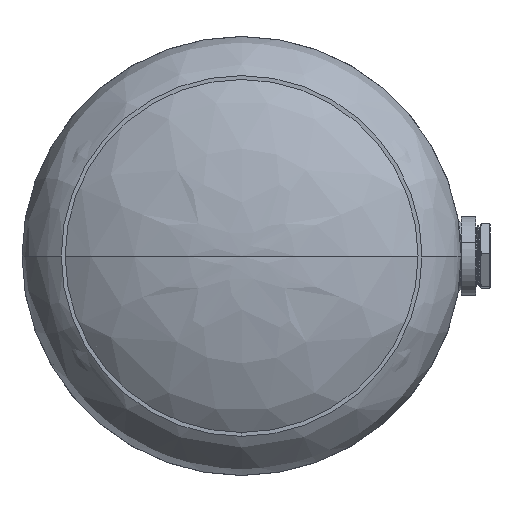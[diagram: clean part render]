
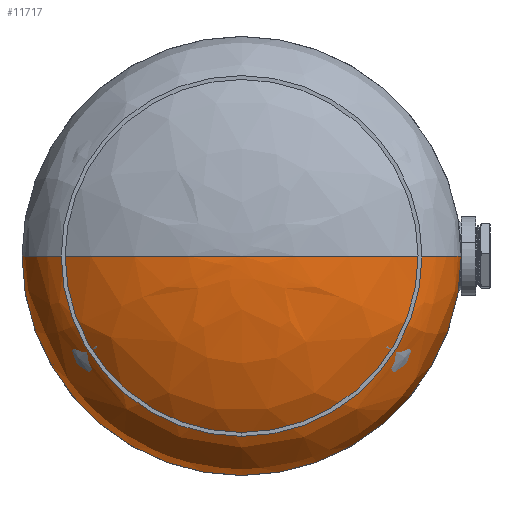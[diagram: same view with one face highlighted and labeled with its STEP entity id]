
A CAD part, left-side view. The second image highlights one B-rep face of the part: STEP entity #11717.
In plain terms, the highlighted free-form (B-spline) face has degree [3, 3] with [4, 4] control points.
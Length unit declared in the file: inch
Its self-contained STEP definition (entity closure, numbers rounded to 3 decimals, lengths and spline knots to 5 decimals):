
#492 = CARTESIAN_POINT ( 'NONE',  ( 0., 3.82, 0. ) ) ;
#867 = CARTESIAN_POINT ( 'NONE',  ( 0., 3.82, 0. ) ) ;
#1515 = EDGE_CURVE ( 'NONE', #1526, #3182, #7792, .T. ) ;
#1526 = VERTEX_POINT ( 'NONE', #867 ) ;
#1734 = CARTESIAN_POINT ( 'NONE',  ( -7., 2.35078, 14. ) ) ;
#2082 = CARTESIAN_POINT ( 'NONE',  ( 0., 3.82, 0. ) ) ;
#2656 =( BOUNDED_SURFACE ( )  B_SPLINE_SURFACE ( 3, 3, ( 
 ( #13392, #10654, #8959, #492 ),
 ( #10560, #16417, #3423, #17735 ),
 ( #16235, #6231, #1734, #4558 ),
 ( #3514, #17460, #4739, #16323 ) ),
 .UNSPECIFIED., .F., .F., .T. ) 
 B_SPLINE_SURFACE_WITH_KNOTS ( ( 4, 4 ),
 ( 4, 4 ),
 ( 0., 1. ),
 ( 0., 1. ),
 .UNSPECIFIED. ) 
 GEOMETRIC_REPRESENTATION_ITEM ( )  RATIONAL_B_SPLINE_SURFACE ( (
 ( 1., 0.333, 0.333, 1.),
 ( 0.805, 0.268, 0.268, 0.805),
 ( 0.805, 0.268, 0.268, 0.805),
 ( 1., 0.333, 0.333, 1.) ) ) 
 REPRESENTATION_ITEM ( '' )  SURFACE ( )  );
#2995 = DIRECTION ( 'NONE',  ( 0., -1., 0. ) ) ;
#3182 = VERTEX_POINT ( 'NONE', #7409 ) ;
#3423 = CARTESIAN_POINT ( 'NONE',  ( -4.10051, 3.82, 8.20101 ) ) ;
#3514 = CARTESIAN_POINT ( 'NONE',  ( 7., 0.273, 0. ) ) ;
#3600 = CARTESIAN_POINT ( 'NONE',  ( 4.10051, 3.82, 0. ) ) ;
#4408 = CARTESIAN_POINT ( 'NONE',  ( 0., 0.273, 0. ) ) ;
#4558 = CARTESIAN_POINT ( 'NONE',  ( -7., 2.35078, 0. ) ) ;
#4579 = ORIENTED_EDGE ( 'NONE', *, *, #14305, .T. ) ;
#4700 = CARTESIAN_POINT ( 'NONE',  ( -4.10051, 3.82, 0. ) ) ;
#4739 = CARTESIAN_POINT ( 'NONE',  ( -7., 0.273, 14. ) ) ;
#6231 = CARTESIAN_POINT ( 'NONE',  ( 7., 2.35078, 14. ) ) ;
#7215 = DIRECTION ( 'NONE',  ( 1., 0., 0. ) ) ;
#7409 = CARTESIAN_POINT ( 'NONE',  ( 7., 0.273, 0. ) ) ;
#7787 = CARTESIAN_POINT ( 'NONE',  ( -7., 0.273, 0. ) ) ;
#7792 =( BOUNDED_CURVE ( )  B_SPLINE_CURVE ( 3, ( #2082, #3600, #7813, #13663 ),
 .UNSPECIFIED., .F., .F. ) 
 B_SPLINE_CURVE_WITH_KNOTS ( ( 4, 4 ),
 ( 4.71239, 6.28319 ),
 .UNSPECIFIED. ) 
 CURVE ( )  GEOMETRIC_REPRESENTATION_ITEM ( )  RATIONAL_B_SPLINE_CURVE ( ( 1., 0.805, 0.805, 1. ) ) 
 REPRESENTATION_ITEM ( '' )  );
#7813 = CARTESIAN_POINT ( 'NONE',  ( 7., 2.35078, 0. ) ) ;
#8400 =( BOUNDED_CURVE ( )  B_SPLINE_CURVE ( 3, ( #11846, #4700, #16199, #7787 ),
 .UNSPECIFIED., .F., .T. ) 
 B_SPLINE_CURVE_WITH_KNOTS ( ( 4, 4 ),
 ( 4.71239, 6.28319 ),
 .UNSPECIFIED. ) 
 CURVE ( )  GEOMETRIC_REPRESENTATION_ITEM ( )  RATIONAL_B_SPLINE_CURVE ( ( 1., 0.805, 0.805, 1. ) ) 
 REPRESENTATION_ITEM ( '' )  );
#8959 = CARTESIAN_POINT ( 'NONE',  ( 0., 3.82, 0. ) ) ;
#10560 = CARTESIAN_POINT ( 'NONE',  ( 4.10051, 3.82, 0. ) ) ;
#10654 = CARTESIAN_POINT ( 'NONE',  ( 0., 3.82, 0. ) ) ;
#10747 = ORIENTED_EDGE ( 'NONE', *, *, #1515, .F. ) ;
#11641 = CIRCLE ( 'NONE', #14644, 7. ) ;
#11717 = ADVANCED_FACE ( 'NONE', ( #14630 ), #2656, .F. ) ;
#11846 = CARTESIAN_POINT ( 'NONE',  ( 0., 3.82, 0. ) ) ;
#12944 = CARTESIAN_POINT ( 'NONE',  ( -7., 0.273, 0. ) ) ;
#13230 = EDGE_CURVE ( 'NONE', #3182, #13914, #11641, .T. ) ;
#13392 = CARTESIAN_POINT ( 'NONE',  ( 0., 3.82, 0. ) ) ;
#13663 = CARTESIAN_POINT ( 'NONE',  ( 7., 0.273, 0. ) ) ;
#13914 = VERTEX_POINT ( 'NONE', #12944 ) ;
#14305 = EDGE_CURVE ( 'NONE', #1526, #13914, #8400, .T. ) ;
#14630 = FACE_OUTER_BOUND ( 'NONE', #16053, .T. ) ;
#14644 = AXIS2_PLACEMENT_3D ( 'NONE', #4408, #2995, #7215 ) ;
#16053 = EDGE_LOOP ( 'NONE', ( #10747, #4579, #18266 ) ) ;
#16199 = CARTESIAN_POINT ( 'NONE',  ( -7., 2.35078, 0. ) ) ;
#16235 = CARTESIAN_POINT ( 'NONE',  ( 7., 2.35078, 0. ) ) ;
#16323 = CARTESIAN_POINT ( 'NONE',  ( -7., 0.273, 0. ) ) ;
#16417 = CARTESIAN_POINT ( 'NONE',  ( 4.10051, 3.82, 8.20101 ) ) ;
#17460 = CARTESIAN_POINT ( 'NONE',  ( 7., 0.273, 14. ) ) ;
#17735 = CARTESIAN_POINT ( 'NONE',  ( -4.10051, 3.82, 0. ) ) ;
#18266 = ORIENTED_EDGE ( 'NONE', *, *, #13230, .F. ) ;
